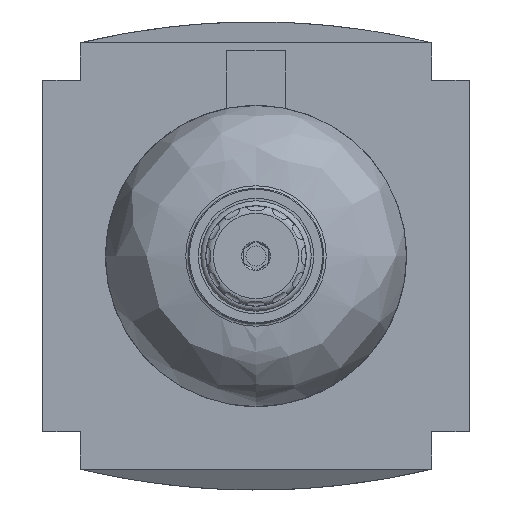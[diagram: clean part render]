
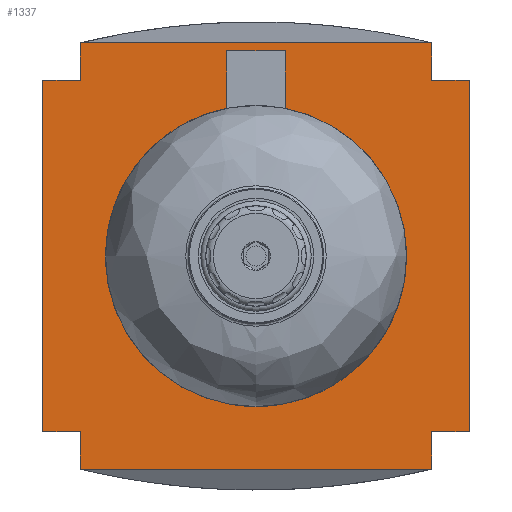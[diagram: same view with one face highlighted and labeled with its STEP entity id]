
A CAD part, front view. The second image highlights one B-rep face of the part: STEP entity #1337.
In plain terms, the highlighted planar face has unit normal (0, -1, 0).
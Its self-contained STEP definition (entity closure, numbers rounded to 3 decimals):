
#1337 = ADVANCED_FACE( '', ( #2955 ), #2956, .F. );
#2955 = FACE_OUTER_BOUND( '', #4869, .T. );
#2956 = PLANE( '', #4870 );
#4869 = EDGE_LOOP( '', ( #8716, #8717, #8718, #8719, #8720, #8721, #8722, #8723, #8724, #8725, #8726, #8727 ) );
#4870 = AXIS2_PLACEMENT_3D( '', #8728, #8729, #8730 );
#8716 = ORIENTED_EDGE( '', *, *, #11711, .F. );
#8717 = ORIENTED_EDGE( '', *, *, #11721, .F. );
#8718 = ORIENTED_EDGE( '', *, *, #12896, .F. );
#8719 = ORIENTED_EDGE( '', *, *, #12897, .T. );
#8720 = ORIENTED_EDGE( '', *, *, #12898, .F. );
#8721 = ORIENTED_EDGE( '', *, *, #12899, .T. );
#8722 = ORIENTED_EDGE( '', *, *, #12900, .F. );
#8723 = ORIENTED_EDGE( '', *, *, #12901, .T. );
#8724 = ORIENTED_EDGE( '', *, *, #12383, .T. );
#8725 = ORIENTED_EDGE( '', *, *, #12814, .F. );
#8726 = ORIENTED_EDGE( '', *, *, #12206, .F. );
#8727 = ORIENTED_EDGE( '', *, *, #11777, .T. );
#8728 = CARTESIAN_POINT( '', ( 0., -51., 103.36 ) );
#8729 = DIRECTION( '', ( 0., 1., 0. ) );
#8730 = DIRECTION( '', ( 0., 0., 1. ) );
#11711 = EDGE_CURVE( '', #14147, #14150, #14151, .T. );
#11721 = EDGE_CURVE( '', #14167, #14147, #14169, .T. );
#11777 = EDGE_CURVE( '', #14263, #14150, #14264, .T. );
#12206 = EDGE_CURVE( '', #14263, #14960, #14968, .T. );
#12383 = EDGE_CURVE( '', #15262, #15260, #15263, .T. );
#12814 = EDGE_CURVE( '', #14960, #15260, #15875, .T. );
#12896 = EDGE_CURVE( '', #15993, #14167, #15994, .T. );
#12897 = EDGE_CURVE( '', #15993, #15995, #15996, .T. );
#12898 = EDGE_CURVE( '', #15997, #15995, #15998, .T. );
#12899 = EDGE_CURVE( '', #15997, #15999, #16000, .T. );
#12900 = EDGE_CURVE( '', #16001, #15999, #16002, .T. );
#12901 = EDGE_CURVE( '', #16001, #15262, #16003, .T. );
#14147 = VERTEX_POINT( '', #17865 );
#14150 = VERTEX_POINT( '', #17869 );
#14151 = LINE( '', #17870, #17871 );
#14167 = VERTEX_POINT( '', #17893 );
#14169 = LINE( '', #17896, #17897 );
#14263 = VERTEX_POINT( '', #18061 );
#14264 = LINE( '', #18062, #18063 );
#14960 = VERTEX_POINT( '', #19246 );
#14968 = LINE( '', #19259, #19260 );
#15260 = VERTEX_POINT( '', #19859 );
#15262 = VERTEX_POINT( '', #19862 );
#15263 = LINE( '', #19863, #19864 );
#15875 = LINE( '', #21285, #21286 );
#15993 = VERTEX_POINT( '', #21501 );
#15994 = LINE( '', #21502, #21503 );
#15995 = VERTEX_POINT( '', #21504 );
#15996 = LINE( '', #21505, #21506 );
#15997 = VERTEX_POINT( '', #21507 );
#15998 = LINE( '', #21508, #21509 );
#15999 = VERTEX_POINT( '', #21510 );
#16000 = LINE( '', #21511, #21512 );
#16001 = VERTEX_POINT( '', #21513 );
#16002 = LINE( '', #21514, #21515 );
#16003 = LINE( '', #21516, #21517 );
#17865 = CARTESIAN_POINT( '', ( 35., -51., -35. ) );
#17869 = CARTESIAN_POINT( '', ( 35., -51., -42.5 ) );
#17870 = CARTESIAN_POINT( '', ( 35., -51., 42.5 ) );
#17871 = VECTOR( '', #23260, 1000. );
#17893 = CARTESIAN_POINT( '', ( 42.5, -51., -35. ) );
#17896 = CARTESIAN_POINT( '', ( 42.5, -51., -35. ) );
#17897 = VECTOR( '', #23271, 1000. );
#18061 = CARTESIAN_POINT( '', ( -35., -51., -42.5 ) );
#18062 = CARTESIAN_POINT( '', ( 0., -51., -42.5 ) );
#18063 = VECTOR( '', #23340, 1000. );
#19246 = CARTESIAN_POINT( '', ( -35., -51., -35. ) );
#19259 = CARTESIAN_POINT( '', ( -35., -51., -42.5 ) );
#19260 = VECTOR( '', #23885, 1000. );
#19859 = CARTESIAN_POINT( '', ( -42.5, -51., -35. ) );
#19862 = CARTESIAN_POINT( '', ( -42.5, -51., 35. ) );
#19863 = CARTESIAN_POINT( '', ( -42.5, -51., 35. ) );
#19864 = VECTOR( '', #24104, 1000. );
#21285 = CARTESIAN_POINT( '', ( 42.5, -51., -35. ) );
#21286 = VECTOR( '', #24588, 1000. );
#21501 = CARTESIAN_POINT( '', ( 42.5, -51., 35. ) );
#21502 = CARTESIAN_POINT( '', ( 42.5, -51., 35. ) );
#21503 = VECTOR( '', #24672, 1000. );
#21504 = CARTESIAN_POINT( '', ( 35., -51., 35. ) );
#21505 = CARTESIAN_POINT( '', ( 42.5, -51., 35. ) );
#21506 = VECTOR( '', #24673, 1000. );
#21507 = CARTESIAN_POINT( '', ( 35., -51., 42.5 ) );
#21508 = CARTESIAN_POINT( '', ( 35., -51., 42.5 ) );
#21509 = VECTOR( '', #24674, 1000. );
#21510 = CARTESIAN_POINT( '', ( -35., -51., 42.5 ) );
#21511 = CARTESIAN_POINT( '', ( 0., -51., 42.5 ) );
#21512 = VECTOR( '', #24675, 1000. );
#21513 = CARTESIAN_POINT( '', ( -35., -51., 35. ) );
#21514 = CARTESIAN_POINT( '', ( -35., -51., -42.5 ) );
#21515 = VECTOR( '', #24676, 1000. );
#21516 = CARTESIAN_POINT( '', ( 42.5, -51., 35. ) );
#21517 = VECTOR( '', #24677, 1000. );
#23260 = DIRECTION( '', ( 0., 0., -1. ) );
#23271 = DIRECTION( '', ( -1., 0., 0. ) );
#23340 = DIRECTION( '', ( 1., 0., 0. ) );
#23885 = DIRECTION( '', ( 0., 0., 1. ) );
#24104 = DIRECTION( '', ( 0., 0., -1. ) );
#24588 = DIRECTION( '', ( -1., 0., 0. ) );
#24672 = DIRECTION( '', ( 0., 0., -1. ) );
#24673 = DIRECTION( '', ( -1., 0., 0. ) );
#24674 = DIRECTION( '', ( 0., 0., -1. ) );
#24675 = DIRECTION( '', ( -1., 0., 0. ) );
#24676 = DIRECTION( '', ( 0., 0., 1. ) );
#24677 = DIRECTION( '', ( -1., 0., 0. ) );
